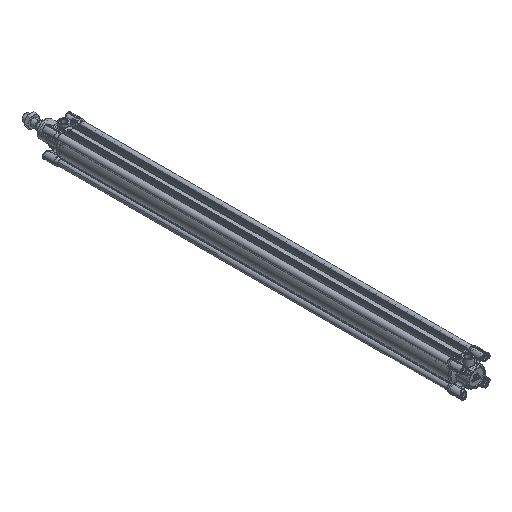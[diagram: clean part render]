
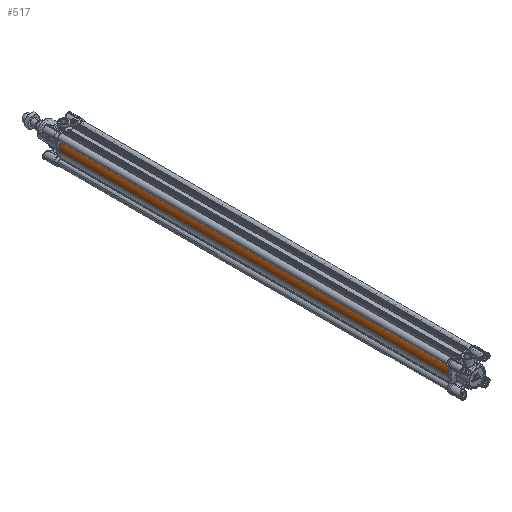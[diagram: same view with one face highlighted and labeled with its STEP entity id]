
A CAD part, isometric view. The second image highlights one B-rep face of the part: STEP entity #517.
In plain terms, the highlighted cylindrical face has radius 27 mm (diameter 54 mm), a partial arc.
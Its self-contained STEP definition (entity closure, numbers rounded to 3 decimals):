
#517 = ADVANCED_FACE ( 'NONE', ( #116289 ), #104959, .T. ) ;
#2604 = DIRECTION ( 'NONE',  ( 1., 0., 0. ) ) ;
#5176 = VERTEX_POINT ( 'NONE', #69435 ) ;
#6628 = CARTESIAN_POINT ( 'NONE',  ( -27., 875., 0. ) ) ;
#10711 = CIRCLE ( 'NONE', #148141, 27. ) ;
#11166 = LINE ( 'NONE', #24745, #146145 ) ;
#11616 = ORIENTED_EDGE ( 'NONE', *, *, #78935, .F. ) ;
#17815 = AXIS2_PLACEMENT_3D ( 'NONE', #121216, #19916, #146008 ) ;
#19045 = CARTESIAN_POINT ( 'NONE',  ( -27., 831., 0. ) ) ;
#19753 = CARTESIAN_POINT ( 'NONE',  ( -22.483, 31., 14.95 ) ) ;
#19916 = DIRECTION ( 'NONE',  ( 0., -1., 0. ) ) ;
#23775 = DIRECTION ( 'NONE',  ( 0., -1., 0. ) ) ;
#24411 = VERTEX_POINT ( 'NONE', #105410 ) ;
#24745 = CARTESIAN_POINT ( 'NONE',  ( -22.483, 831., 14.95 ) ) ;
#37392 = CARTESIAN_POINT ( 'NONE',  ( 0., 875., 0. ) ) ;
#44639 = EDGE_CURVE ( 'NONE', #80959, #24411, #102192, .T. ) ;
#45389 = ORIENTED_EDGE ( 'NONE', *, *, #128903, .T. ) ;
#53834 = DIRECTION ( 'NONE',  ( 0., 1., 0. ) ) ;
#69435 = CARTESIAN_POINT ( 'NONE',  ( -22.483, 875., 14.95 ) ) ;
#70838 = DIRECTION ( 'NONE',  ( 0., 1., 0. ) ) ;
#71502 = ORIENTED_EDGE ( 'NONE', *, *, #110006, .T. ) ;
#78935 = EDGE_CURVE ( 'NONE', #24411, #79460, #109688, .T. ) ;
#79460 = VERTEX_POINT ( 'NONE', #6628 ) ;
#80959 = VERTEX_POINT ( 'NONE', #19753 ) ;
#82286 = DIRECTION ( 'NONE',  ( -1., 0., 0. ) ) ;
#101528 = EDGE_LOOP ( 'NONE', ( #11616, #126984, #71502, #45389 ) ) ;
#102192 = CIRCLE ( 'NONE', #17815, 27. ) ;
#104959 = CYLINDRICAL_SURFACE ( 'NONE', #148125, 27. ) ;
#105410 = CARTESIAN_POINT ( 'NONE',  ( -27., 31., 0. ) ) ;
#105704 = DIRECTION ( 'NONE',  ( 0., 1., 0. ) ) ;
#109688 = LINE ( 'NONE', #19045, #148165 ) ;
#110006 = EDGE_CURVE ( 'NONE', #80959, #5176, #11166, .T. ) ;
#115540 = CARTESIAN_POINT ( 'NONE',  ( 0., 831., 0. ) ) ;
#116289 = FACE_OUTER_BOUND ( 'NONE', #101528, .T. ) ;
#121216 = CARTESIAN_POINT ( 'NONE',  ( 0., 31., 0. ) ) ;
#126984 = ORIENTED_EDGE ( 'NONE', *, *, #44639, .F. ) ;
#128903 = EDGE_CURVE ( 'NONE', #5176, #79460, #10711, .T. ) ;
#146008 = DIRECTION ( 'NONE',  ( 1., 0., 0. ) ) ;
#146145 = VECTOR ( 'NONE', #70838, 1000. ) ;
#148125 = AXIS2_PLACEMENT_3D ( 'NONE', #115540, #105704, #82286 ) ;
#148141 = AXIS2_PLACEMENT_3D ( 'NONE', #37392, #23775, #2604 ) ;
#148165 = VECTOR ( 'NONE', #53834, 1000. ) ;
